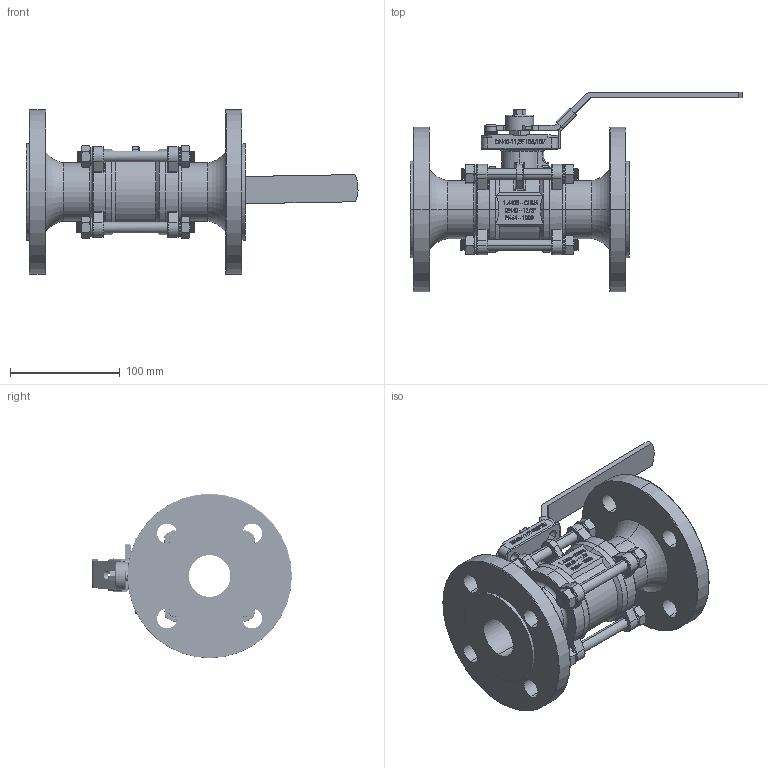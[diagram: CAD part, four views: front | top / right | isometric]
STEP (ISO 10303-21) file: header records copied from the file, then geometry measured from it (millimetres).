
FILE_DESCRIPTION (( 'STEP AP203' ), '1' );
FILE_NAME ('組合件G(法蘭蓋).STEP', '2018-02-22T10:09:03', ( '' ), ( '' ), 'SwSTEP 2.0', 'SolidWorks 2014', '' );
FILE_SCHEMA (( 'CONFIG_CONTROL_DESIGN' ));
Length unit declared in the file: millimetre
Products named in the file (23): M-25G2140; G-10B2640; G-10E2640; M-25G2140(掛鎖); D-34G45X0(PN40法蘭蓋); T-34G08G0; C-34G016-S00; G-B1DA540; G-31G1843(雙頭牙); T-34G08T0; E-34G0461; G-B3DA540; 組合件G(法蘭蓋); G-34G2540; F-17G0361; T-34G07G0; T-35G05C1; G-34G2740; T-35G06C1; G-34G1150; T-34G07C0; G-25G3060; G-10E1940
Assembly tree (52 placements, depth 2):
  組合件G(法蘭蓋)
    C-34G016-S00
    E-34G0461
    F-17G0361
    T-35G05C1  x2
    T-35G06C1  x2
    T-34G07C0
    G-10E1940  x8
    G-10E2640  x8
    T-34G08G0
    T-34G08T0  x5
    G-34G2540  x5
    T-34G07G0
    G-34G2740
    G-34G1150  x2
    G-25G3060
    M-25G2140
    M-25G2140(掛鎖)
    G-B1DA540
    G-B3DA540
    G-10B2640  x2
    D-34G45X0(PN40法蘭蓋)  x2
    G-31G1843(雙頭牙)  x4
Bounding box: 302.83 x 182.1 x 150 mm (x, y, z)
Volume: 1007482.8 mm3; surface area: 283513.9 mm2
Topology: 52 solids, 52 shells, 2246 faces, 5629 edges, 3488 vertices
Faces by surface type: cylinder 893, plane 658, bspline 269, cone 190, torus 163, sphere 73
Entity records: 67193 total; most frequent: CARTESIAN_POINT 33806, ORIENTED_EDGE 6790, DIRECTION 5493, EDGE_CURVE 3395, VERTEX_POINT 2185, AXIS2_PLACEMENT_3D 1879, VECTOR 1735, LINE 1735
